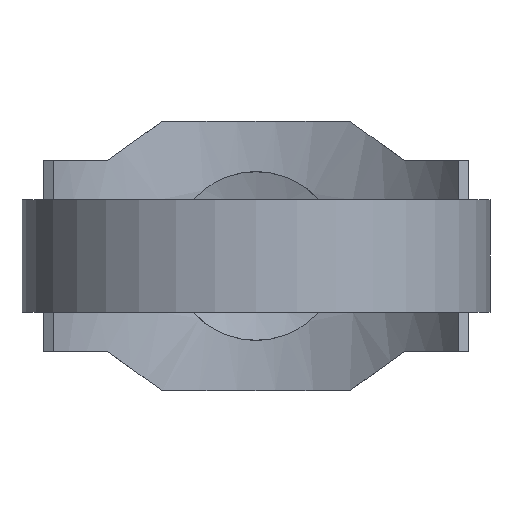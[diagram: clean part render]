
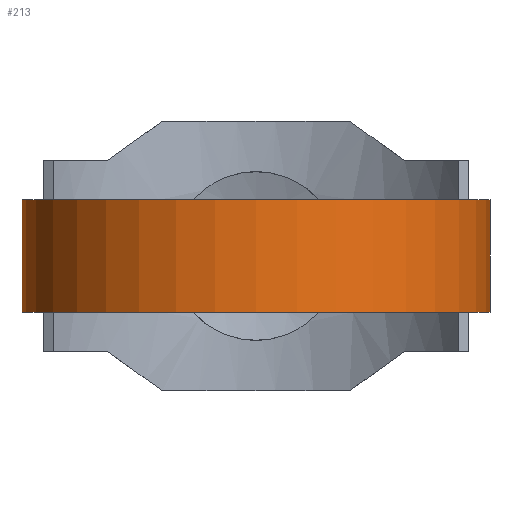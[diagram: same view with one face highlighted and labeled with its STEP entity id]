
A CAD part, front view. The second image highlights one B-rep face of the part: STEP entity #213.
In plain terms, the highlighted cylindrical face has radius 125 mm (diameter 250 mm), a partial arc.
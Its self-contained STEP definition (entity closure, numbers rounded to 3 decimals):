
#213 = ADVANCED_FACE( '', ( #584 ), #585, .T. );
#249 = VERTEX_POINT( '', #623 );
#251 = EDGE_CURVE( '', #549, #249, #625, .T. );
#271 = VERTEX_POINT( '', #647 );
#293 = EDGE_CURVE( '', #249, #271, #673, .T. );
#329 = EDGE_CURVE( '', #467, #271, #714, .T. );
#405 = EDGE_CURVE( '', #467, #549, #798, .T. );
#467 = VERTEX_POINT( '', #868 );
#549 = VERTEX_POINT( '', #958 );
#584 = FACE_OUTER_BOUND( '', #990, .T. );
#585 = CYLINDRICAL_SURFACE( '', #991, 125. );
#623 = CARTESIAN_POINT( '', ( 125., 0., 30. ) );
#625 = CIRCLE( '', #1043, 125. );
#647 = CARTESIAN_POINT( '', ( 125., 0., -30. ) );
#673 = LINE( '', #1167, #1168 );
#714 = CIRCLE( '', #1222, 125. );
#798 = LINE( '', #1368, #1369 );
#868 = CARTESIAN_POINT( '', ( -125., 0., -30. ) );
#958 = CARTESIAN_POINT( '', ( -125., 0., 30. ) );
#990 = EDGE_LOOP( '', ( #1846, #1847, #1848, #1849 ) );
#991 = AXIS2_PLACEMENT_3D( '', #1850, #1851, #1852 );
#1043 = AXIS2_PLACEMENT_3D( '', #1891, #1892, #1893 );
#1167 = CARTESIAN_POINT( '', ( 125., 0., 30. ) );
#1168 = VECTOR( '', #1955, 1. );
#1222 = AXIS2_PLACEMENT_3D( '', #2011, #2012, #2013 );
#1368 = CARTESIAN_POINT( '', ( -125., 0., 30. ) );
#1369 = VECTOR( '', #2113, 1. );
#1846 = ORIENTED_EDGE( '', *, *, #293, .F. );
#1847 = ORIENTED_EDGE( '', *, *, #251, .F. );
#1848 = ORIENTED_EDGE( '', *, *, #405, .F. );
#1849 = ORIENTED_EDGE( '', *, *, #329, .T. );
#1850 = CARTESIAN_POINT( '', ( 0., 0., 30. ) );
#1851 = DIRECTION( '', ( 0., 0., 1. ) );
#1852 = DIRECTION( '', ( 1., 0., 0. ) );
#1891 = CARTESIAN_POINT( '', ( 0., 0., 30. ) );
#1892 = DIRECTION( '', ( 0., 0., 1. ) );
#1893 = DIRECTION( '', ( 1., 0., 0. ) );
#1955 = DIRECTION( '', ( 0., 0., -1. ) );
#2011 = CARTESIAN_POINT( '', ( 0., 0., -30. ) );
#2012 = DIRECTION( '', ( 0., 0., 1. ) );
#2013 = DIRECTION( '', ( 1., 0., 0. ) );
#2113 = DIRECTION( '', ( 0., 0., 1. ) );
